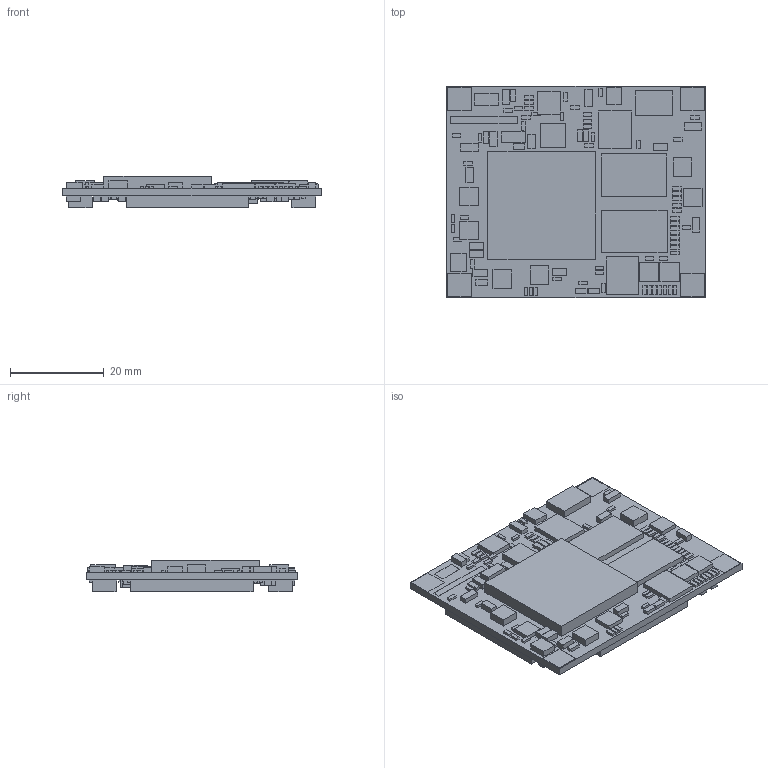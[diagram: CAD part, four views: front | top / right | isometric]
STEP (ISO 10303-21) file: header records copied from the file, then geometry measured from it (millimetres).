
FILE_DESCRIPTION(/* description */ ('PCB Design'),/* implementation_level */ '2;1');
FILE_NAME(/* name */ 'AC7100-step',/* time_stamp */ '2021-09-22T14:09:58+08:00',/* author */ ('ALINX-11'),/* organization */ (''),/* preprocessor_version */ 'ST-DEVELOPER v16',/* originating_system */ 'allegro_17.2S007',/* authorisation */ '');
FILE_SCHEMA (('AUTOMOTIVE_DESIGN { 1 0 10303 214 3 1 1 }'));
Length unit declared in the file: inch
Products named in the file (28): AC7100-STEP; BOARD_OUTLINE; COMPONENTS; AXK680137YG; MLP8; FBGA_96; LED_0805; SOT-23; OSC6-5X7; KEY_4X4X1_5; COILCRAFT-1008PS_SMALLPAD; HDR1X2; COILCRAFT-1008PS; CMLE051E-5X5; SOT-23-5; FGG484; TLV62130RGT; TPS51200DRCR; HDR1X6; SON10; FPAD_1; VQFN_3_5; C0805; C0603; C0402; R0402; C1206; L0603
Assembly tree (292 placements, depth 3):
  AC7100-STEP
    BOARD_OUTLINE
    COMPONENTS
      AXK680137YG  x4
      MLP8
      FBGA_96  x2
      LED_0805  x3
      SOT-23
      OSC6-5X7  x2
      KEY_4X4X1_5
      COILCRAFT-1008PS_SMALLPAD
      HDR1X2
      COILCRAFT-1008PS  x2
      CMLE051E-5X5
      SOT-23-5
      FGG484
      TLV62130RGT  x3
      TPS51200DRCR
      HDR1X6
      SON10  x2
      FPAD_1  x4
      VQFN_3_5
      C0805  x21
      C0603  x35
      C0402  x118
      R0402  x73
      C1206  x6
      L0603  x4
Bounding box: 55 x 45 x 6.76 mm (x, y, z)
Surface area: 12700.2 mm2 (no closed solid volume)
Topology: 0 solids, 291 shells, 1746 faces, 3783 edges, 2328 vertices
Faces by surface type: plane 1746
Entity records: 6890 total; most frequent: DIRECTION 1025, AXIS2_PLACEMENT_3D 740, ORIENTED_EDGE 624, CARTESIAN_POINT 551, EDGE_CURVE 338, VECTOR 338, LINE 338, PRODUCT_DEFINITION_SHAPE 320
